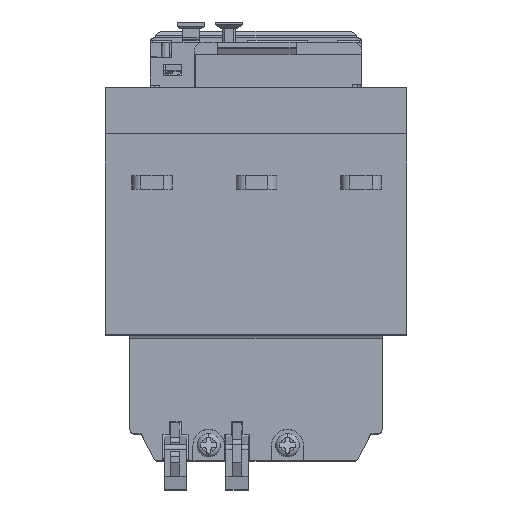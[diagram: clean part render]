
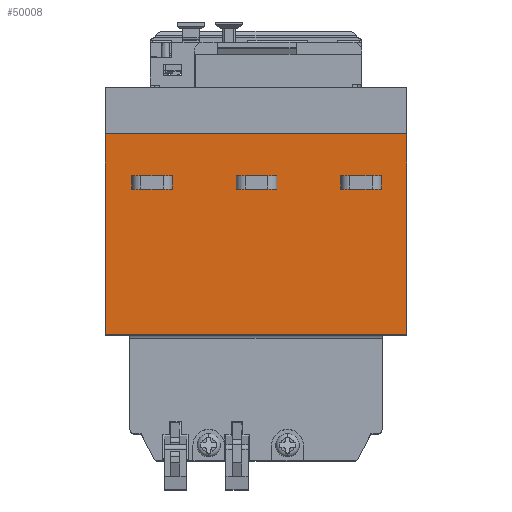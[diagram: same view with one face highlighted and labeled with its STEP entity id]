
A CAD part, top view. The second image highlights one B-rep face of the part: STEP entity #50008.
In plain terms, the highlighted planar face has unit normal (0, 0, 1).
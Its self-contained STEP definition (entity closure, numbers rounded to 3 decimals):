
#49803=DIRECTION('',(0.,-1.,0.));
#49804=VECTOR('',#49803,44.6);
#49805=CARTESIAN_POINT('',(-6.688,48.848,48.7));
#49806=LINE('',#49805,#49804);
#49843=DIRECTION('',(1.,0.,0.));
#49844=VECTOR('',#49843,67.);
#49845=CARTESIAN_POINT('',(-73.688,4.248,48.7));
#49846=LINE('',#49845,#49844);
#49847=DIRECTION('',(0.,-1.,0.));
#49848=VECTOR('',#49847,44.6);
#49849=CARTESIAN_POINT('',(-73.688,48.848,48.7));
#49850=LINE('',#49849,#49848);
#49851=DIRECTION('',(1.,0.,0.));
#49852=VECTOR('',#49851,67.);
#49853=CARTESIAN_POINT('',(-73.688,48.848,48.7));
#49854=LINE('',#49853,#49852);
#49863=CARTESIAN_POINT('',(-6.688,48.848,48.7));
#49864=VERTEX_POINT('',#49863);
#49865=CARTESIAN_POINT('',(-6.688,4.248,48.7));
#49866=VERTEX_POINT('',#49865);
#49877=CARTESIAN_POINT('',(-73.688,48.848,48.7));
#49878=VERTEX_POINT('',#49877);
#49879=CARTESIAN_POINT('',(-73.688,4.248,48.7));
#49880=VERTEX_POINT('',#49879);
#49995=CARTESIAN_POINT('',(-6.688,4.248,48.7));
#49996=DIRECTION('',(0.,0.,1.));
#49997=DIRECTION('',(0.,-1.,0.));
#49998=AXIS2_PLACEMENT_3D('',#49995,#49996,#49997);
#49999=PLANE('',#49998);
#50001=ORIENTED_EDGE('',*,*,#50000,.T.);
#50002=ORIENTED_EDGE('',*,*,#49896,.T.);
#50003=ORIENTED_EDGE('',*,*,#49979,.F.);
#50005=ORIENTED_EDGE('',*,*,#50004,.F.);
#50006=EDGE_LOOP('',(#50001,#50002,#50003,#50005));
#50007=FACE_OUTER_BOUND('',#50006,.F.);
#49896=EDGE_CURVE('',#49864,#49866,#49806,.T.);
#49979=EDGE_CURVE('',#49880,#49866,#49846,.T.);
#50000=EDGE_CURVE('',#49878,#49864,#49854,.T.);
#50004=EDGE_CURVE('',#49878,#49880,#49850,.T.);
#50008=ADVANCED_FACE('',(#50007),#49999,.T.);
